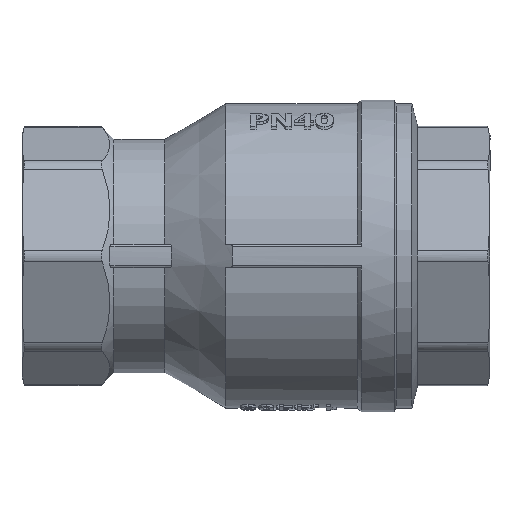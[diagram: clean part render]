
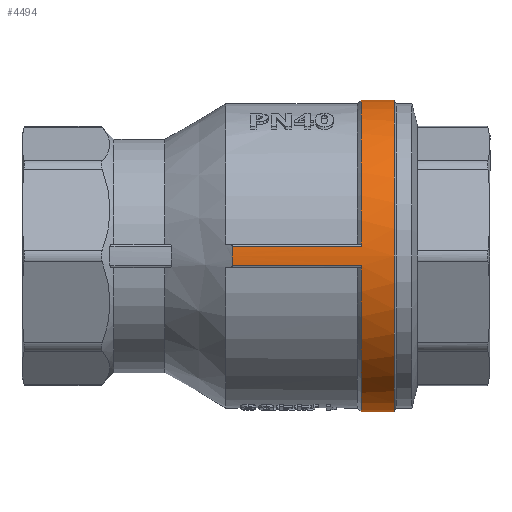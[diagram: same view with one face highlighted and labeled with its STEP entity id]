
A CAD part, front view. The second image highlights one B-rep face of the part: STEP entity #4494.
In plain terms, the highlighted cylindrical face has radius 20 mm (diameter 40 mm), a full revolution.
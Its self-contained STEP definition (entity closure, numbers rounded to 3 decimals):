
#576 = CARTESIAN_POINT ( 'NONE',  ( -3.04, 0., 0. ) ) ;
#591 = CARTESIAN_POINT ( 'NONE',  ( 15.75, 0., 0. ) ) ;
#812 = AXIS2_PLACEMENT_3D ( 'NONE', #17399, #15713, #12108 ) ;
#1034 = ORIENTED_EDGE ( 'NONE', *, *, #1286, .F. ) ;
#1286 = EDGE_CURVE ( 'NONE', #12061, #19403, #14118, .T. ) ;
#1587 = CARTESIAN_POINT ( 'NONE',  ( 8.469, 19.987, -0.844 ) ) ;
#1824 = AXIS2_PLACEMENT_3D ( 'NONE', #591, #18693, #20735 ) ;
#1954 = DIRECTION ( 'NONE',  ( 0., -1., 0. ) ) ;
#1999 = ORIENTED_EDGE ( 'NONE', *, *, #22543, .F. ) ;
#2649 = DIRECTION ( 'NONE',  ( -1., 0., 0. ) ) ;
#2832 = CARTESIAN_POINT ( 'NONE',  ( 8.5, 20., 0.421 ) ) ;
#3092 = DIRECTION ( 'NONE',  ( 1., 0., 0. ) ) ;
#3177 = VERTEX_POINT ( 'NONE', #14436 ) ;
#3454 = LINE ( 'NONE', #23117, #3684 ) ;
#3684 = VECTOR ( 'NONE', #3092, 1000. ) ;
#4154 = LINE ( 'NONE', #14947, #7472 ) ;
#4338 = EDGE_CURVE ( 'NONE', #15938, #15938, #17890, .T. ) ;
#4393 = AXIS2_PLACEMENT_3D ( 'NONE', #576, #6078, #9776 ) ;
#4494 = ADVANCED_FACE ( 'NONE', ( #11374, #16887 ), #7639, .T. ) ;
#4897 = EDGE_CURVE ( 'NONE', #17739, #3177, #4154, .T. ) ;
#5158 = VERTEX_POINT ( 'NONE', #12581 ) ;
#5337 = VECTOR ( 'NONE', #22880, 1000. ) ;
#6078 = DIRECTION ( 'NONE',  ( 1., 0., 0. ) ) ;
#6406 = VERTEX_POINT ( 'NONE', #20370 ) ;
#6523 = EDGE_CURVE ( 'NONE', #16795, #12061, #18535, .T. ) ;
#7472 = VECTOR ( 'NONE', #22169, 1000. ) ;
#7592 = CARTESIAN_POINT ( 'NONE',  ( 8.5, 20., 0. ) ) ;
#7639 = CYLINDRICAL_SURFACE ( 'NONE', #1824, 20. ) ;
#7782 = CIRCLE ( 'NONE', #20819, 20. ) ;
#8130 = DIRECTION ( 'NONE',  ( 0., -1., 0. ) ) ;
#9230 = CARTESIAN_POINT ( 'NONE',  ( 8.5, 20., 0. ) ) ;
#9247 = CARTESIAN_POINT ( 'NONE',  ( -3.04, -19.96, -1.266 ) ) ;
#9776 = DIRECTION ( 'NONE',  ( 0., -1., 0. ) ) ;
#9889 = CARTESIAN_POINT ( 'NONE',  ( 8.469, 19.987, 0.844 ) ) ;
#9938 = CARTESIAN_POINT ( 'NONE',  ( 17.711, 0., 0. ) ) ;
#10075 = ORIENTED_EDGE ( 'NONE', *, *, #4338, .T. ) ;
#10171 = EDGE_LOOP ( 'NONE', ( #10075 ) ) ;
#10332 = ORIENTED_EDGE ( 'NONE', *, *, #6523, .F. ) ;
#11049 = CARTESIAN_POINT ( 'NONE',  ( 13.5, 0., 0. ) ) ;
#11142 = VECTOR ( 'NONE', #17330, 1000. ) ;
#11374 = FACE_OUTER_BOUND ( 'NONE', #10171, .T. ) ;
#11387 = EDGE_CURVE ( 'NONE', #17745, #5158, #7782, .T. ) ;
#12061 = VERTEX_POINT ( 'NONE', #7592 ) ;
#12108 = DIRECTION ( 'NONE',  ( 0., -1., 0. ) ) ;
#12304 = CARTESIAN_POINT ( 'NONE',  ( 15.75, 19.96, 1.266 ) ) ;
#12581 = CARTESIAN_POINT ( 'NONE',  ( 13.5, -19.96, -1.266 ) ) ;
#13333 = CARTESIAN_POINT ( 'NONE',  ( -3.04, -19.96, 1.266 ) ) ;
#13681 = EDGE_CURVE ( 'NONE', #17739, #20214, #14357, .T. ) ;
#14118 = B_SPLINE_CURVE_WITH_KNOTS ( 'NONE', 3,
 ( #9230, #19802, #1587, #21729 ),
 .UNSPECIFIED., .F., .F.,
 ( 4, 4 ),
 ( 0., 1. ),
 .UNSPECIFIED. ) ;
#14135 = CARTESIAN_POINT ( 'NONE',  ( 17.711, -20., 0. ) ) ;
#14232 = LINE ( 'NONE', #12304, #5337 ) ;
#14300 = DIRECTION ( 'NONE',  ( -1., 0., 0. ) ) ;
#14337 = ORIENTED_EDGE ( 'NONE', *, *, #15886, .F. ) ;
#14357 = CIRCLE ( 'NONE', #4393, 20. ) ;
#14436 = CARTESIAN_POINT ( 'NONE',  ( 13.5, -19.96, 1.266 ) ) ;
#14947 = CARTESIAN_POINT ( 'NONE',  ( 15.75, -19.96, 1.266 ) ) ;
#15188 = CARTESIAN_POINT ( 'NONE',  ( 15.75, -19.96, -1.266 ) ) ;
#15532 = CARTESIAN_POINT ( 'NONE',  ( 8.5, 20., 0. ) ) ;
#15713 = DIRECTION ( 'NONE',  ( -1., 0., 0. ) ) ;
#15886 = EDGE_CURVE ( 'NONE', #19403, #17745, #3454, .T. ) ;
#15938 = VERTEX_POINT ( 'NONE', #14135 ) ;
#16359 = AXIS2_PLACEMENT_3D ( 'NONE', #9938, #2649, #8130 ) ;
#16647 = EDGE_LOOP ( 'NONE', ( #1034, #10332, #23626, #1999, #21056, #16958, #18256, #17191, #14337 ) ) ;
#16795 = VERTEX_POINT ( 'NONE', #18720 ) ;
#16887 = FACE_OUTER_BOUND ( 'NONE', #16647, .T. ) ;
#16958 = ORIENTED_EDGE ( 'NONE', *, *, #13681, .T. ) ;
#17191 = ORIENTED_EDGE ( 'NONE', *, *, #11387, .F. ) ;
#17330 = DIRECTION ( 'NONE',  ( -1., 0., 0. ) ) ;
#17334 = CARTESIAN_POINT ( 'NONE',  ( 8.405, 19.96, 1.266 ) ) ;
#17399 = CARTESIAN_POINT ( 'NONE',  ( 13.5, 0., 0. ) ) ;
#17679 = CARTESIAN_POINT ( 'NONE',  ( 8.405, 19.96, -1.266 ) ) ;
#17739 = VERTEX_POINT ( 'NONE', #13333 ) ;
#17745 = VERTEX_POINT ( 'NONE', #19210 ) ;
#17890 = CIRCLE ( 'NONE', #16359, 20. ) ;
#18256 = ORIENTED_EDGE ( 'NONE', *, *, #21856, .F. ) ;
#18535 = B_SPLINE_CURVE_WITH_KNOTS ( 'NONE', 3,
 ( #17334, #9889, #2832, #15532 ),
 .UNSPECIFIED., .F., .F.,
 ( 4, 4 ),
 ( 0., 1. ),
 .UNSPECIFIED. ) ;
#18693 = DIRECTION ( 'NONE',  ( 1., 0., 0. ) ) ;
#18720 = CARTESIAN_POINT ( 'NONE',  ( 8.405, 19.96, 1.266 ) ) ;
#19158 = EDGE_CURVE ( 'NONE', #6406, #16795, #14232, .T. ) ;
#19210 = CARTESIAN_POINT ( 'NONE',  ( 13.5, 19.96, -1.266 ) ) ;
#19403 = VERTEX_POINT ( 'NONE', #17679 ) ;
#19802 = CARTESIAN_POINT ( 'NONE',  ( 8.5, 20., -0.421 ) ) ;
#20214 = VERTEX_POINT ( 'NONE', #9247 ) ;
#20370 = CARTESIAN_POINT ( 'NONE',  ( 13.5, 19.96, 1.266 ) ) ;
#20735 = DIRECTION ( 'NONE',  ( 0., -1., 0. ) ) ;
#20819 = AXIS2_PLACEMENT_3D ( 'NONE', #11049, #14300, #1954 ) ;
#21056 = ORIENTED_EDGE ( 'NONE', *, *, #4897, .F. ) ;
#21729 = CARTESIAN_POINT ( 'NONE',  ( 8.405, 19.96, -1.266 ) ) ;
#21856 = EDGE_CURVE ( 'NONE', #5158, #20214, #22513, .T. ) ;
#21894 = CIRCLE ( 'NONE', #812, 20. ) ;
#22169 = DIRECTION ( 'NONE',  ( 1., 0., 0. ) ) ;
#22513 = LINE ( 'NONE', #15188, #11142 ) ;
#22543 = EDGE_CURVE ( 'NONE', #3177, #6406, #21894, .T. ) ;
#22880 = DIRECTION ( 'NONE',  ( -1., 0., 0. ) ) ;
#23117 = CARTESIAN_POINT ( 'NONE',  ( 15.75, 19.96, -1.266 ) ) ;
#23626 = ORIENTED_EDGE ( 'NONE', *, *, #19158, .F. ) ;
